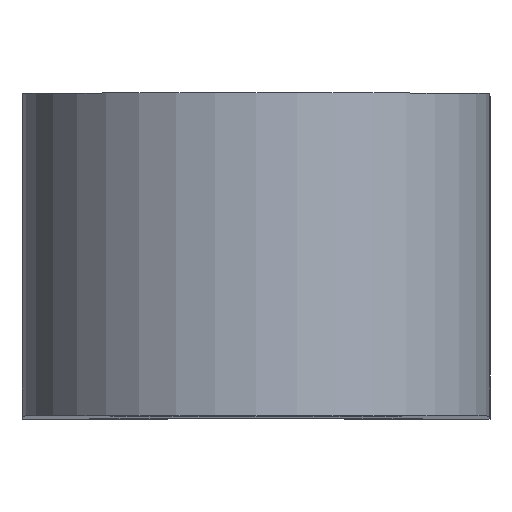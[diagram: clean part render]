
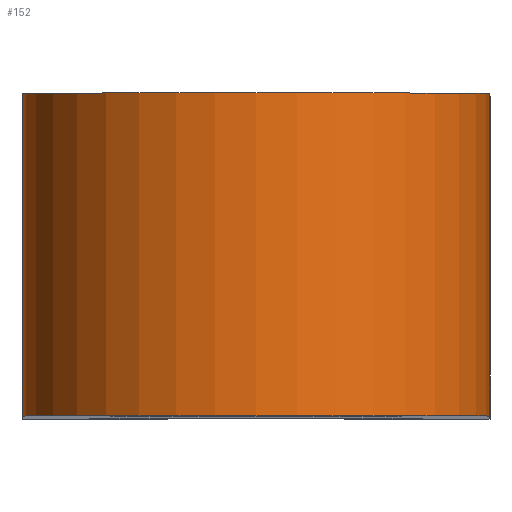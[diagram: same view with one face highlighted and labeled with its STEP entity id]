
A CAD part, top view. The second image highlights one B-rep face of the part: STEP entity #152.
In plain terms, the highlighted cylindrical face has radius 7.25 mm (diameter 14.5 mm), a partial arc.
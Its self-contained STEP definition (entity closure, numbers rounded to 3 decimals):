
#152=ADVANCED_FACE('',(#264),#266,.T.);
#264=FACE_BOUND('',#265,.T.);
#265=EDGE_LOOP('',(#349,#350,#351,#352));
#266=CYLINDRICAL_SURFACE('',#267,7.25);
#267=AXIS2_PLACEMENT_3D('',#268,#269,#270);
#268=CARTESIAN_POINT('',(0.,0.,43.896));
#269=DIRECTION('',(0.,1.,0.));
#270=DIRECTION('',(-1.,0.,0.));
#349=ORIENTED_EDGE('',*,*,#384,.T.);
#350=ORIENTED_EDGE('',*,*,#390,.T.);
#351=ORIENTED_EDGE('',*,*,#374,.F.);
#352=ORIENTED_EDGE('',*,*,#389,.F.);
#374=EDGE_CURVE('',#421,#423,#424,.T.);
#384=EDGE_CURVE('',#439,#437,#440,.T.);
#389=EDGE_CURVE('',#439,#421,#447,.T.);
#390=EDGE_CURVE('',#437,#423,#448,.T.);
#421=VERTEX_POINT('',#511);
#423=VERTEX_POINT('',#515);
#424=CIRCLE('',#516,7.25);
#437=VERTEX_POINT('',#550);
#439=VERTEX_POINT('',#554);
#440=CIRCLE('',#555,7.25);
#447=LINE('',#575,#576);
#448=LINE('',#578,#579);
#511=CARTESIAN_POINT('',(-7.25,10.,43.896));
#515=CARTESIAN_POINT('',(7.25,10.,43.896));
#516=AXIS2_PLACEMENT_3D('',#517,#518,#519);
#517=CARTESIAN_POINT('',(0.,10.,43.896));
#518=DIRECTION('',(0.,1.,0.));
#519=DIRECTION('',(-1.,0.,0.));
#550=CARTESIAN_POINT('',(7.25,0.,43.896));
#554=CARTESIAN_POINT('',(-7.25,0.,43.896));
#555=AXIS2_PLACEMENT_3D('',#556,#557,#558);
#556=CARTESIAN_POINT('',(0.,0.,43.896));
#557=DIRECTION('',(0.,1.,0.));
#558=DIRECTION('',(-1.,0.,0.));
#575=CARTESIAN_POINT('',(-7.25,0.,43.896));
#576=VECTOR('',#577,1.);
#577=DIRECTION('',(0.,1.,0.));
#578=CARTESIAN_POINT('',(7.25,0.,43.896));
#579=VECTOR('',#580,1.);
#580=DIRECTION('',(0.,1.,0.));
